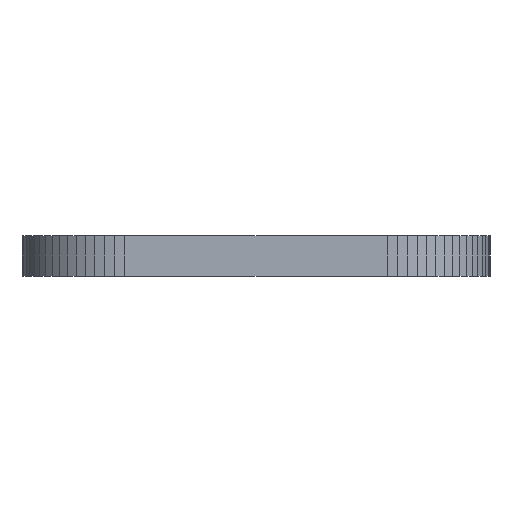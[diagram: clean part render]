
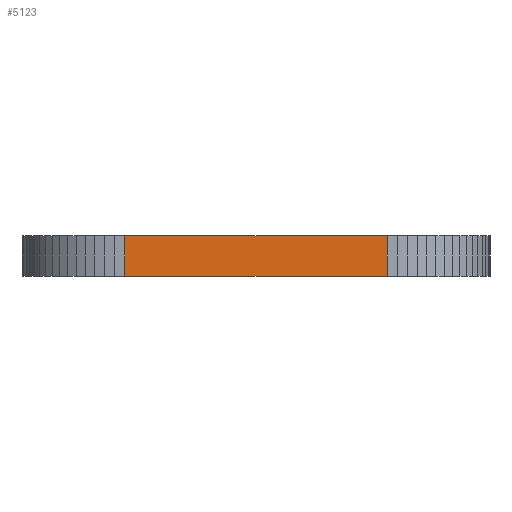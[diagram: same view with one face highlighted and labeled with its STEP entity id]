
A CAD part, left-side view. The second image highlights one B-rep face of the part: STEP entity #5123.
In plain terms, the highlighted planar face has unit normal (-1, 0, 0).
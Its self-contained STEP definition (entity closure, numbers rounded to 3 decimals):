
#90 = PLANE('',#91);
#91 = AXIS2_PLACEMENT_3D('',#92,#93,#94);
#92 = CARTESIAN_POINT('',(132.334,-78.627,1.6));
#93 = DIRECTION('',(-0.,-0.,-1.));
#94 = DIRECTION('',(-1.,0.,0.));
#144 = PLANE('',#145);
#145 = AXIS2_PLACEMENT_3D('',#146,#147,#148);
#146 = CARTESIAN_POINT('',(132.334,-78.627,0.));
#147 = DIRECTION('',(-0.,-0.,-1.));
#148 = DIRECTION('',(-1.,0.,0.));
#1597 = VERTEX_POINT('',#1598);
#1598 = CARTESIAN_POINT('',(119.253,-83.834,0.));
#1612 = PLANE('',#1613);
#1613 = AXIS2_PLACEMENT_3D('',#1614,#1615,#1616);
#1614 = CARTESIAN_POINT('',(119.273,-84.232,0.));
#1615 = DIRECTION('',(-0.999,-0.049,0.));
#1616 = DIRECTION('',(-0.049,0.999,0.));
#1624 = EDGE_CURVE('',#1597,#1625,#1627,.T.);
#1625 = VERTEX_POINT('',#1626);
#1626 = CARTESIAN_POINT('',(119.253,-73.42,0.));
#1627 = SURFACE_CURVE('',#1628,(#1632,#1639),.PCURVE_S1.);
#1628 = LINE('',#1629,#1630);
#1629 = CARTESIAN_POINT('',(119.253,-83.834,0.));
#1630 = VECTOR('',#1631,1.);
#1631 = DIRECTION('',(0.,1.,0.));
#1632 = PCURVE('',#144,#1633);
#1633 = DEFINITIONAL_REPRESENTATION('',(#1634),#1638);
#1634 = LINE('',#1635,#1636);
#1635 = CARTESIAN_POINT('',(13.081,-5.207));
#1636 = VECTOR('',#1637,1.);
#1637 = DIRECTION('',(0.,1.));
#1638 = ( GEOMETRIC_REPRESENTATION_CONTEXT(2) 
PARAMETRIC_REPRESENTATION_CONTEXT() REPRESENTATION_CONTEXT('2D SPACE',''
  ) );
#1639 = PCURVE('',#1640,#1645);
#1640 = PLANE('',#1641);
#1641 = AXIS2_PLACEMENT_3D('',#1642,#1643,#1644);
#1642 = CARTESIAN_POINT('',(119.253,-83.834,0.));
#1643 = DIRECTION('',(-1.,0.,0.));
#1644 = DIRECTION('',(0.,1.,0.));
#1645 = DEFINITIONAL_REPRESENTATION('',(#1646),#1650);
#1646 = LINE('',#1647,#1648);
#1647 = CARTESIAN_POINT('',(0.,0.));
#1648 = VECTOR('',#1649,1.);
#1649 = DIRECTION('',(1.,0.));
#1650 = ( GEOMETRIC_REPRESENTATION_CONTEXT(2) 
PARAMETRIC_REPRESENTATION_CONTEXT() REPRESENTATION_CONTEXT('2D SPACE',''
  ) );
#1668 = PLANE('',#1669);
#1669 = AXIS2_PLACEMENT_3D('',#1670,#1671,#1672);
#1670 = CARTESIAN_POINT('',(119.253,-73.42,0.));
#1671 = DIRECTION('',(-0.999,0.049,0.));
#1672 = DIRECTION('',(0.049,0.999,0.));
#3501 = VERTEX_POINT('',#3502);
#3502 = CARTESIAN_POINT('',(119.253,-83.834,1.6));
#3523 = EDGE_CURVE('',#3501,#3524,#3526,.T.);
#3524 = VERTEX_POINT('',#3525);
#3525 = CARTESIAN_POINT('',(119.253,-73.42,1.6));
#3526 = SURFACE_CURVE('',#3527,(#3531,#3538),.PCURVE_S1.);
#3527 = LINE('',#3528,#3529);
#3528 = CARTESIAN_POINT('',(119.253,-83.834,1.6));
#3529 = VECTOR('',#3530,1.);
#3530 = DIRECTION('',(0.,1.,0.));
#3531 = PCURVE('',#90,#3532);
#3532 = DEFINITIONAL_REPRESENTATION('',(#3533),#3537);
#3533 = LINE('',#3534,#3535);
#3534 = CARTESIAN_POINT('',(13.081,-5.207));
#3535 = VECTOR('',#3536,1.);
#3536 = DIRECTION('',(0.,1.));
#3537 = ( GEOMETRIC_REPRESENTATION_CONTEXT(2) 
PARAMETRIC_REPRESENTATION_CONTEXT() REPRESENTATION_CONTEXT('2D SPACE',''
  ) );
#3538 = PCURVE('',#1640,#3539);
#3539 = DEFINITIONAL_REPRESENTATION('',(#3540),#3544);
#3540 = LINE('',#3541,#3542);
#3541 = CARTESIAN_POINT('',(0.,-1.6));
#3542 = VECTOR('',#3543,1.);
#3543 = DIRECTION('',(1.,0.));
#3544 = ( GEOMETRIC_REPRESENTATION_CONTEXT(2) 
PARAMETRIC_REPRESENTATION_CONTEXT() REPRESENTATION_CONTEXT('2D SPACE',''
  ) );
#5073 = EDGE_CURVE('',#1625,#3524,#5074,.T.);
#5074 = SURFACE_CURVE('',#5075,(#5079,#5086),.PCURVE_S1.);
#5075 = LINE('',#5076,#5077);
#5076 = CARTESIAN_POINT('',(119.253,-73.42,0.));
#5077 = VECTOR('',#5078,1.);
#5078 = DIRECTION('',(0.,0.,1.));
#5079 = PCURVE('',#1668,#5080);
#5080 = DEFINITIONAL_REPRESENTATION('',(#5081),#5085);
#5081 = LINE('',#5082,#5083);
#5082 = CARTESIAN_POINT('',(0.,0.));
#5083 = VECTOR('',#5084,1.);
#5084 = DIRECTION('',(0.,-1.));
#5085 = ( GEOMETRIC_REPRESENTATION_CONTEXT(2) 
PARAMETRIC_REPRESENTATION_CONTEXT() REPRESENTATION_CONTEXT('2D SPACE',''
  ) );
#5086 = PCURVE('',#1640,#5087);
#5087 = DEFINITIONAL_REPRESENTATION('',(#5088),#5092);
#5088 = LINE('',#5089,#5090);
#5089 = CARTESIAN_POINT('',(10.414,0.));
#5090 = VECTOR('',#5091,1.);
#5091 = DIRECTION('',(0.,-1.));
#5092 = ( GEOMETRIC_REPRESENTATION_CONTEXT(2) 
PARAMETRIC_REPRESENTATION_CONTEXT() REPRESENTATION_CONTEXT('2D SPACE',''
  ) );
#5123 = ADVANCED_FACE('',(#5124),#1640,.T.);
#5124 = FACE_BOUND('',#5125,.T.);
#5125 = EDGE_LOOP('',(#5126,#5147,#5148,#5149));
#5126 = ORIENTED_EDGE('',*,*,#5127,.T.);
#5127 = EDGE_CURVE('',#1597,#3501,#5128,.T.);
#5128 = SURFACE_CURVE('',#5129,(#5133,#5140),.PCURVE_S1.);
#5129 = LINE('',#5130,#5131);
#5130 = CARTESIAN_POINT('',(119.253,-83.834,0.));
#5131 = VECTOR('',#5132,1.);
#5132 = DIRECTION('',(0.,0.,1.));
#5133 = PCURVE('',#1640,#5134);
#5134 = DEFINITIONAL_REPRESENTATION('',(#5135),#5139);
#5135 = LINE('',#5136,#5137);
#5136 = CARTESIAN_POINT('',(0.,0.));
#5137 = VECTOR('',#5138,1.);
#5138 = DIRECTION('',(0.,-1.));
#5139 = ( GEOMETRIC_REPRESENTATION_CONTEXT(2) 
PARAMETRIC_REPRESENTATION_CONTEXT() REPRESENTATION_CONTEXT('2D SPACE',''
  ) );
#5140 = PCURVE('',#1612,#5141);
#5141 = DEFINITIONAL_REPRESENTATION('',(#5142),#5146);
#5142 = LINE('',#5143,#5144);
#5143 = CARTESIAN_POINT('',(0.399,0.));
#5144 = VECTOR('',#5145,1.);
#5145 = DIRECTION('',(0.,-1.));
#5146 = ( GEOMETRIC_REPRESENTATION_CONTEXT(2) 
PARAMETRIC_REPRESENTATION_CONTEXT() REPRESENTATION_CONTEXT('2D SPACE',''
  ) );
#5147 = ORIENTED_EDGE('',*,*,#3523,.T.);
#5148 = ORIENTED_EDGE('',*,*,#5073,.F.);
#5149 = ORIENTED_EDGE('',*,*,#1624,.F.);
